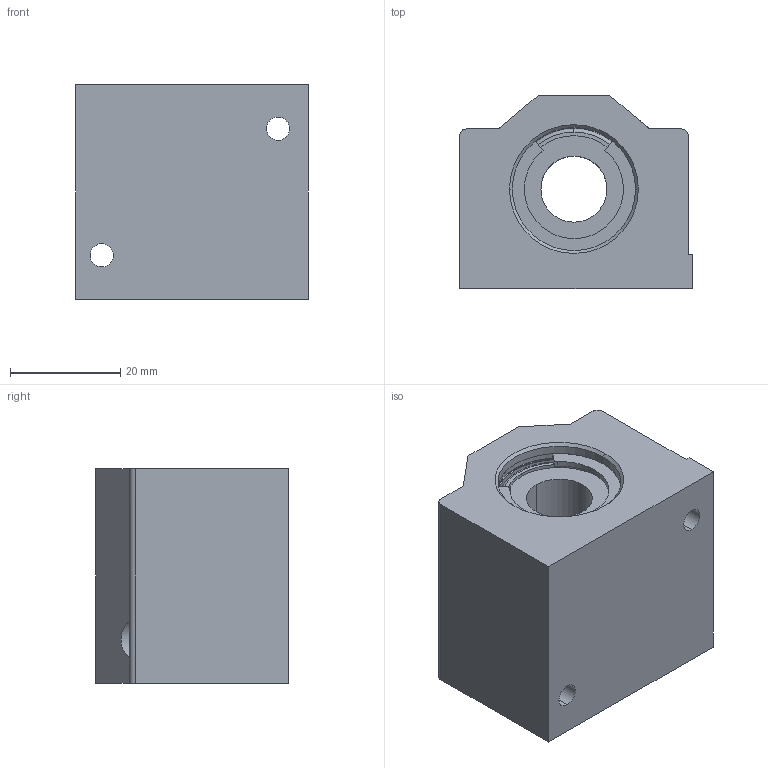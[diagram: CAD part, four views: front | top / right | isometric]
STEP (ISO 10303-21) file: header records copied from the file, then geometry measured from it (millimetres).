
FILE_DESCRIPTION (( 'STEP AP203' ), '1' );
FILE_NAME ('PillowBlock_CCECA1BD8C.step', '2022-12-18T14:22:09', ( '' ), ( '' ), 'SwSTEP 2.0', 'SolidWorks 2019', '' );
FILE_SCHEMA (( 'CONFIG_CONTROL_DESIGN' ));
Length unit declared in the file: inch
Products named in the file (3): PillowBlock_CCECA1BD8C; f8YbF5OL5a_CADModel_0
Assembly tree (1 placements, depth 2):
  PillowBlock_CCECA1BD8C
    f8YbF5OL5a_CADModel_0
  f8YbF5OL5a_CADModel_0
Bounding box: 42.25 x 34.99 x 38.99 mm (x, y, z)
Volume: 43007.1 mm3; surface area: 16290.5 mm2
Topology: 4 solids, 4 shells, 118 faces, 274 edges, 172 vertices
Faces by surface type: cylinder 58, plane 36, cone 16, torus 8
Entity records: 3678 total; most frequent: DIRECTION 658, CARTESIAN_POINT 597, ORIENTED_EDGE 540, EDGE_CURVE 270, AXIS2_PLACEMENT_3D 269, VERTEX_POINT 172, CIRCLE 146, EDGE_LOOP 138
